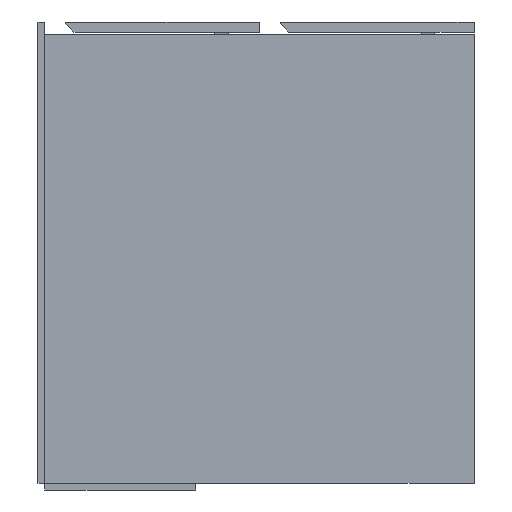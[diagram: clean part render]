
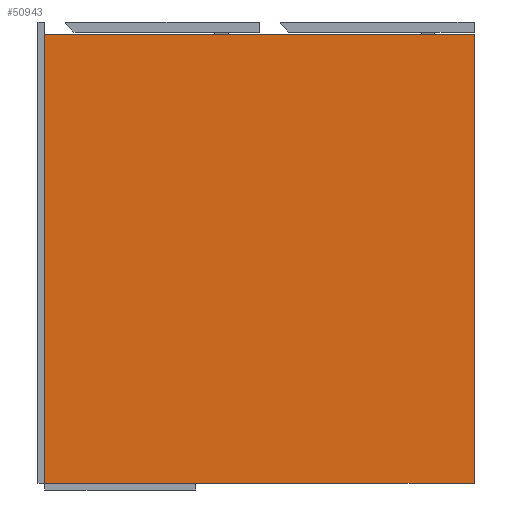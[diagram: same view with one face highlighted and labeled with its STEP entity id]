
A CAD part, left-side view. The second image highlights one B-rep face of the part: STEP entity #50943.
In plain terms, the highlighted planar face has unit normal (-1, 0, 0).
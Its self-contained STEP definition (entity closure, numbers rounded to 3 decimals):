
#1267 = CARTESIAN_POINT ( 'NONE',  ( 2., 0., -15. ) ) ;
#1631 = DIRECTION ( 'NONE',  ( 0., 0., 1. ) ) ;
#5541 = DIRECTION ( 'NONE',  ( 1., 0., 0. ) ) ;
#7197 = LINE ( 'NONE', #16785, #9097 ) ;
#8003 = VECTOR ( 'NONE', #9225, 1000. ) ;
#9097 = VECTOR ( 'NONE', #1631, 1000. ) ;
#9225 = DIRECTION ( 'NONE',  ( 0., 0., 1. ) ) ;
#10802 = DIRECTION ( 'NONE',  ( 0., -1., 0. ) ) ;
#16193 = CARTESIAN_POINT ( 'NONE',  ( 2., 1047.337, -550. ) ) ;
#16764 = ORIENTED_EDGE ( 'NONE', *, *, #43671, .T. ) ;
#16785 = CARTESIAN_POINT ( 'NONE',  ( 2., 0., -550. ) ) ;
#19463 = FACE_OUTER_BOUND ( 'NONE', #23941, .T. ) ;
#20015 = VERTEX_POINT ( 'NONE', #1267 ) ;
#20070 = LINE ( 'NONE', #25008, #44891 ) ;
#20080 = VECTOR ( 'NONE', #49268, 1000. ) ;
#21537 = VERTEX_POINT ( 'NONE', #32156 ) ;
#23941 = EDGE_LOOP ( 'NONE', ( #35508, #36545, #16764, #54300 ) ) ;
#25008 = CARTESIAN_POINT ( 'NONE',  ( 2., 1047.337, -15. ) ) ;
#25780 = CARTESIAN_POINT ( 'NONE',  ( 2., 512., -550. ) ) ;
#28745 = CARTESIAN_POINT ( 'NONE',  ( 2., 1047.337, -550. ) ) ;
#32156 = CARTESIAN_POINT ( 'NONE',  ( 2., 0., -550. ) ) ;
#34303 = PLANE ( 'NONE',  #38926 ) ;
#35508 = ORIENTED_EDGE ( 'NONE', *, *, #36926, .F. ) ;
#36545 = ORIENTED_EDGE ( 'NONE', *, *, #50169, .T. ) ;
#36926 = EDGE_CURVE ( 'NONE', #50217, #38648, #55324, .T. ) ;
#38648 = VERTEX_POINT ( 'NONE', #44431 ) ;
#38926 = AXIS2_PLACEMENT_3D ( 'NONE', #28745, #5541, #47898 ) ;
#43671 = EDGE_CURVE ( 'NONE', #21537, #20015, #7197, .T. ) ;
#44431 = CARTESIAN_POINT ( 'NONE',  ( 2., 512., -15. ) ) ;
#44891 = VECTOR ( 'NONE', #10802, 1000. ) ;
#46035 = CARTESIAN_POINT ( 'NONE',  ( 2., 512., -550. ) ) ;
#47898 = DIRECTION ( 'NONE',  ( 0., 0., -1. ) ) ;
#49268 = DIRECTION ( 'NONE',  ( 0., -1., 0. ) ) ;
#50169 = EDGE_CURVE ( 'NONE', #50217, #21537, #58561, .T. ) ;
#50217 = VERTEX_POINT ( 'NONE', #25780 ) ;
#50943 = ADVANCED_FACE ( 'NONE', ( #19463 ), #34303, .F. ) ;
#51217 = EDGE_CURVE ( 'NONE', #38648, #20015, #20070, .T. ) ;
#54300 = ORIENTED_EDGE ( 'NONE', *, *, #51217, .F. ) ;
#55324 = LINE ( 'NONE', #46035, #8003 ) ;
#58561 = LINE ( 'NONE', #16193, #20080 ) ;
